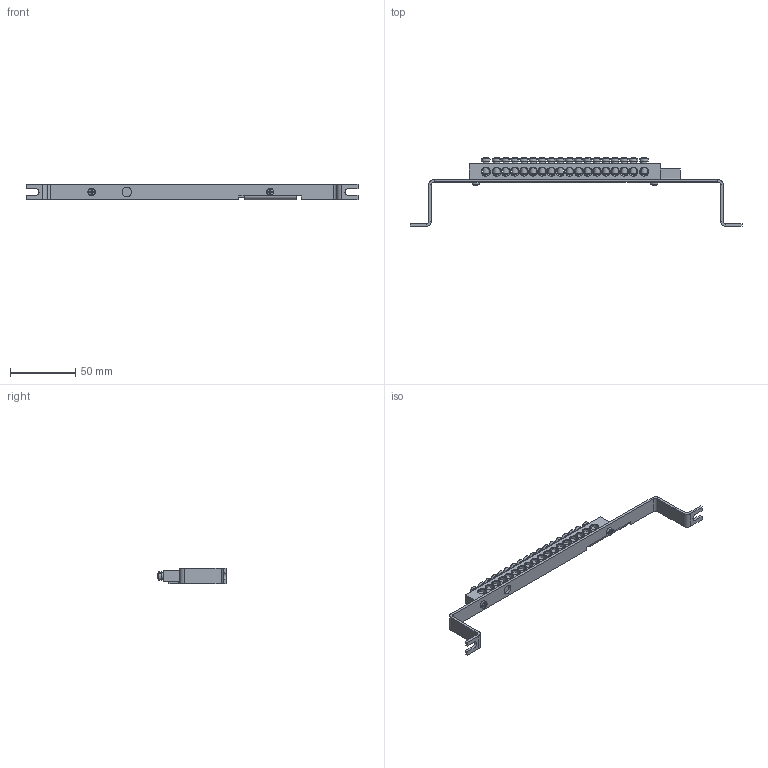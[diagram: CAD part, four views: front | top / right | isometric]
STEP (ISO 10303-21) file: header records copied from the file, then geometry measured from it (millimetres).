
FILE_DESCRIPTION(/* description */ (''),/* implementation_level */ '2;1');
FILE_NAME(/* name */ 'Шина PE 8х12-18 на скобе.stp',/* time_stamp */ '2021-04-12T22:18:50+03:00',/* author */ ('Admin'),/* organization */ (''),/* preprocessor_version */ 'ST-DEVELOPER v15.6',/* originating_system */ 'Autodesk Inventor 2015',/* authorisation */ '');
FILE_SCHEMA (('AUTOMOTIVE_DESIGN { 1 0 10303 214 3 1 1 }'));
Length unit declared in the file: millimetre
Products named in the file (6): Винт M4x10; Скоба; 8х12-18_2; Винт M5x10; Шина N+PE на \X2\0441

Assembly tree (23 placements, depth 3):
  Шина N+PE на \X2\0441

    Винт M4x10  x2
    Скоба
    8х12-18_2
      8х12-18_2
      Винт M5x10  x18
Bounding box: 255 x 52.65 x 12 mm (x, y, z)
Volume: 21561 mm3; surface area: 23182.3 mm2
Topology: 22 solids, 22 shells, 642 faces, 1670 edges, 1092 vertices
Faces by surface type: plane 354, cone 96, cylinder 72, torus 60, sphere 40, bspline 20
Full cylindrical faces by diameter (mm): 3.242 x2, 3.9 x2, 4.134 x18, 4.8 x18, 5 x1, 6 x18, 7.2 x1
Entity records: 6395 total; most frequent: CARTESIAN_POINT 1663, DIRECTION 972, ORIENTED_EDGE 772, AXIS2_PLACEMENT_3D 403, EDGE_CURVE 386, EDGE_LOOP 356, VERTEX_POINT 286, FACE_OUTER_BOUND 192
